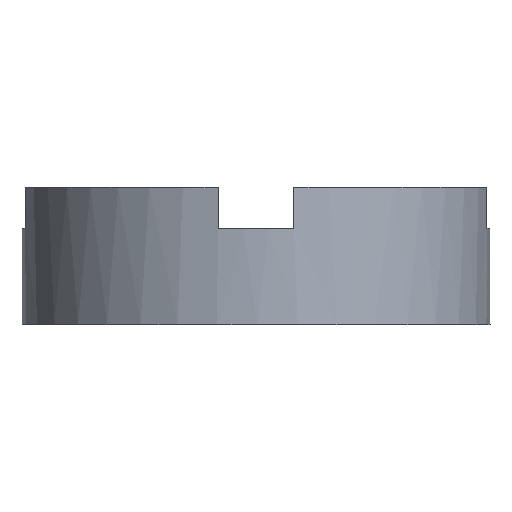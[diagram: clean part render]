
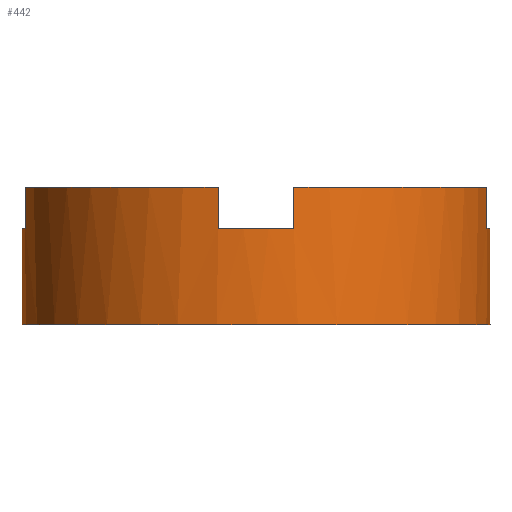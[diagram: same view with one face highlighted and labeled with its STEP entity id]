
A CAD part, front view. The second image highlights one B-rep face of the part: STEP entity #442.
In plain terms, the highlighted cylindrical face has radius 17 mm (diameter 34 mm), a full revolution.
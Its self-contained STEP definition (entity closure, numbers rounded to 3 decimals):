
#25=CYLINDRICAL_SURFACE('',#501,17.);
#28=LINE('',#653,#60);
#34=LINE('',#671,#66);
#37=LINE('',#685,#69);
#42=LINE('',#700,#74);
#45=LINE('',#714,#77);
#50=LINE('',#729,#82);
#53=LINE('',#751,#85);
#54=LINE('',#755,#86);
#60=VECTOR('',#522,1000.);
#66=VECTOR('',#538,1000.);
#69=VECTOR('',#553,1000.);
#74=VECTOR('',#568,1000.);
#77=VECTOR('',#583,1000.);
#82=VECTOR('',#598,1000.);
#85=VECTOR('',#623,1000.);
#86=VECTOR('',#626,1000.);
#166=ORIENTED_EDGE('',*,*,#256,.T.);
#167=ORIENTED_EDGE('',*,*,#219,.F.);
#168=ORIENTED_EDGE('',*,*,#214,.T.);
#169=ORIENTED_EDGE('',*,*,#210,.F.);
#170=ORIENTED_EDGE('',*,*,#208,.T.);
#171=ORIENTED_EDGE('',*,*,#233,.F.);
#172=ORIENTED_EDGE('',*,*,#229,.T.);
#173=ORIENTED_EDGE('',*,*,#225,.F.);
#174=ORIENTED_EDGE('',*,*,#223,.T.);
#175=ORIENTED_EDGE('',*,*,#247,.F.);
#176=ORIENTED_EDGE('',*,*,#243,.T.);
#177=ORIENTED_EDGE('',*,*,#239,.F.);
#178=ORIENTED_EDGE('',*,*,#237,.T.);
#179=ORIENTED_EDGE('',*,*,#257,.F.);
#180=ORIENTED_EDGE('',*,*,#258,.T.);
#181=ORIENTED_EDGE('',*,*,#259,.F.);
#182=ORIENTED_EDGE('',*,*,#260,.F.);
#208=EDGE_CURVE('',#267,#266,#307,.T.);
#210=EDGE_CURVE('',#267,#268,#28,.T.);
#214=EDGE_CURVE('',#271,#268,#309,.F.);
#219=EDGE_CURVE('',#271,#273,#34,.T.);
#223=EDGE_CURVE('',#279,#278,#313,.T.);
#225=EDGE_CURVE('',#279,#280,#37,.T.);
#229=EDGE_CURVE('',#283,#280,#315,.F.);
#233=EDGE_CURVE('',#283,#266,#42,.T.);
#237=EDGE_CURVE('',#289,#288,#319,.T.);
#239=EDGE_CURVE('',#289,#290,#45,.T.);
#243=EDGE_CURVE('',#293,#290,#321,.F.);
#247=EDGE_CURVE('',#293,#278,#50,.T.);
#256=EDGE_CURVE('',#302,#273,#329,.T.);
#257=EDGE_CURVE('',#303,#288,#53,.T.);
#258=EDGE_CURVE('',#303,#304,#330,.F.);
#259=EDGE_CURVE('',#302,#304,#54,.T.);
#260=EDGE_CURVE('',#305,#305,#331,.T.);
#266=VERTEX_POINT('',#648);
#267=VERTEX_POINT('',#650);
#268=VERTEX_POINT('',#654);
#271=VERTEX_POINT('',#662);
#273=VERTEX_POINT('',#668);
#278=VERTEX_POINT('',#680);
#279=VERTEX_POINT('',#682);
#280=VERTEX_POINT('',#686);
#283=VERTEX_POINT('',#694);
#288=VERTEX_POINT('',#709);
#289=VERTEX_POINT('',#711);
#290=VERTEX_POINT('',#715);
#293=VERTEX_POINT('',#723);
#302=VERTEX_POINT('',#750);
#303=VERTEX_POINT('',#752);
#304=VERTEX_POINT('',#754);
#305=VERTEX_POINT('',#757);
#307=CIRCLE('',#463,17.);
#309=CIRCLE('',#467,17.);
#313=CIRCLE('',#474,17.);
#315=CIRCLE('',#478,17.);
#319=CIRCLE('',#485,17.);
#321=CIRCLE('',#489,17.);
#329=CIRCLE('',#502,17.);
#330=CIRCLE('',#503,17.);
#331=CIRCLE('',#504,17.);
#357=EDGE_LOOP('',(#166,#167,#168,#169,#170,#171,#172,#173,#174,#175,#176,
#177,#178,#179,#180,#181));
#358=EDGE_LOOP('',(#182));
#395=FACE_BOUND('',#357,.T.);
#396=FACE_BOUND('',#358,.T.);
#442=ADVANCED_FACE('',(#395,#396),#25,.T.);
#463=AXIS2_PLACEMENT_3D('',#649,#517,#518);
#467=AXIS2_PLACEMENT_3D('',#661,#529,#530);
#474=AXIS2_PLACEMENT_3D('',#681,#548,#549);
#478=AXIS2_PLACEMENT_3D('',#693,#560,#561);
#485=AXIS2_PLACEMENT_3D('',#710,#578,#579);
#489=AXIS2_PLACEMENT_3D('',#722,#590,#591);
#501=AXIS2_PLACEMENT_3D('',#748,#619,#620);
#502=AXIS2_PLACEMENT_3D('',#749,#621,#622);
#503=AXIS2_PLACEMENT_3D('',#753,#624,#625);
#504=AXIS2_PLACEMENT_3D('',#756,#627,#628);
#517=DIRECTION('',(0.,0.,-1.));
#518=DIRECTION('',(1.,0.,0.));
#522=DIRECTION('',(0.,0.,-1.));
#529=DIRECTION('',(0.,0.,1.));
#530=DIRECTION('',(0.,-1.,0.));
#538=DIRECTION('',(0.,0.,1.));
#548=DIRECTION('',(0.,0.,-1.));
#549=DIRECTION('',(1.,0.,0.));
#553=DIRECTION('',(0.,0.,-1.));
#560=DIRECTION('',(0.,0.,1.));
#561=DIRECTION('',(-1.,0.,0.));
#568=DIRECTION('',(0.,0.,1.));
#578=DIRECTION('',(0.,0.,-1.));
#579=DIRECTION('',(1.,0.,0.));
#583=DIRECTION('',(0.,0.,-1.));
#590=DIRECTION('',(0.,0.,1.));
#591=DIRECTION('',(0.,1.,0.));
#598=DIRECTION('',(0.,0.,1.));
#619=DIRECTION('',(0.,0.,-1.));
#620=DIRECTION('',(-1.,0.,0.));
#621=DIRECTION('',(0.,0.,-1.));
#622=DIRECTION('',(1.,0.,0.));
#623=DIRECTION('',(0.,0.,1.));
#624=DIRECTION('',(0.,0.,1.));
#625=DIRECTION('',(1.,0.,0.));
#626=DIRECTION('',(0.,0.,-1.));
#627=DIRECTION('',(0.,0.,-1.));
#628=DIRECTION('',(1.,0.,0.));
#648=CARTESIAN_POINT('',(-2.75,16.776,10.));
#649=CARTESIAN_POINT('',(0.,0.,10.));
#650=CARTESIAN_POINT('',(-16.776,2.75,10.));
#653=CARTESIAN_POINT('',(-16.776,2.75,10.));
#654=CARTESIAN_POINT('',(-16.776,2.75,7.));
#661=CARTESIAN_POINT('',(0.,0.,7.));
#662=CARTESIAN_POINT('',(-16.776,-2.75,7.));
#668=CARTESIAN_POINT('',(-16.776,-2.75,10.));
#671=CARTESIAN_POINT('',(-16.776,-2.75,7.));
#680=CARTESIAN_POINT('',(16.776,2.75,10.));
#681=CARTESIAN_POINT('',(0.,0.,10.));
#682=CARTESIAN_POINT('',(2.75,16.776,10.));
#685=CARTESIAN_POINT('',(2.75,16.776,10.));
#686=CARTESIAN_POINT('',(2.75,16.776,7.));
#693=CARTESIAN_POINT('',(0.,0.,7.));
#694=CARTESIAN_POINT('',(-2.75,16.776,7.));
#700=CARTESIAN_POINT('',(-2.75,16.776,7.));
#709=CARTESIAN_POINT('',(2.75,-16.776,10.));
#710=CARTESIAN_POINT('',(0.,0.,10.));
#711=CARTESIAN_POINT('',(16.776,-2.75,10.));
#714=CARTESIAN_POINT('',(16.776,-2.75,10.));
#715=CARTESIAN_POINT('',(16.776,-2.75,7.));
#722=CARTESIAN_POINT('',(0.,0.,7.));
#723=CARTESIAN_POINT('',(16.776,2.75,7.));
#729=CARTESIAN_POINT('',(16.776,2.75,7.));
#748=CARTESIAN_POINT('',(0.,0.,10.));
#749=CARTESIAN_POINT('',(0.,0.,10.));
#750=CARTESIAN_POINT('',(-2.75,-16.776,10.));
#751=CARTESIAN_POINT('',(2.75,-16.776,7.));
#752=CARTESIAN_POINT('',(2.75,-16.776,7.));
#753=CARTESIAN_POINT('',(0.,0.,7.));
#754=CARTESIAN_POINT('',(-2.75,-16.776,7.));
#755=CARTESIAN_POINT('',(-2.75,-16.776,10.));
#756=CARTESIAN_POINT('',(0.,0.,0.));
#757=CARTESIAN_POINT('',(17.,0.,0.));
